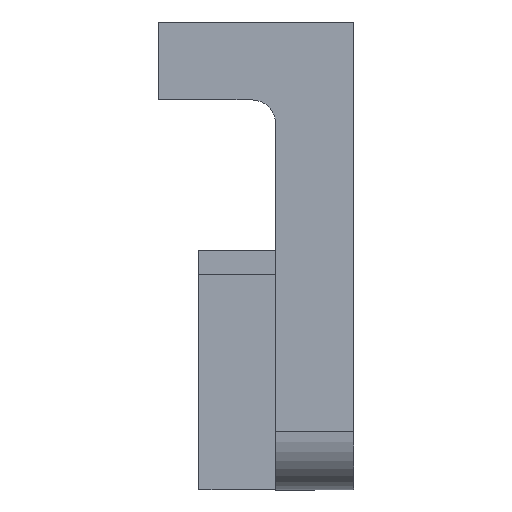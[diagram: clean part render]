
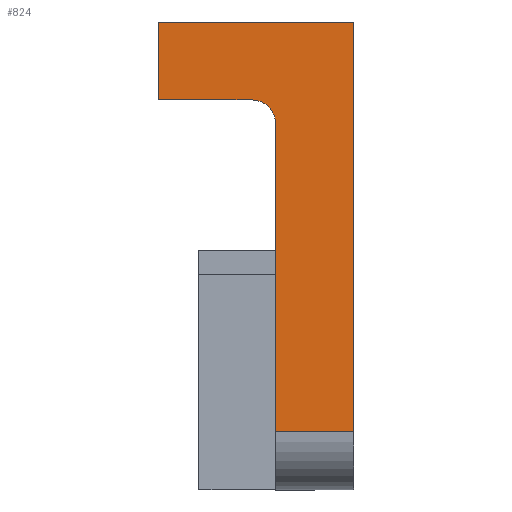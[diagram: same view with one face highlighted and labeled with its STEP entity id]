
A CAD part, left-side view. The second image highlights one B-rep face of the part: STEP entity #824.
In plain terms, the highlighted planar face has unit normal (-1, 0, 0).
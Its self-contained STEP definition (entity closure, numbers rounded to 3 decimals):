
#43=PLANE('',#898);
#78=FACE_OUTER_BOUND('',#119,.T.);
#119=EDGE_LOOP('',(#661,#662,#663,#664,#665,#666,#667));
#164=LINE('',#1190,#255);
#174=LINE('',#1210,#265);
#180=LINE('',#1225,#271);
#212=LINE('',#1310,#303);
#215=LINE('',#1317,#306);
#216=LINE('',#1319,#307);
#255=VECTOR('',#958,10.);
#265=VECTOR('',#974,10.);
#271=VECTOR('',#986,10.);
#303=VECTOR('',#1054,10.);
#306=VECTOR('',#1063,10.);
#307=VECTOR('',#1066,10.);
#341=CIRCLE('',#868,3.);
#371=VERTEX_POINT('',#1180);
#372=VERTEX_POINT('',#1181);
#375=VERTEX_POINT('',#1189);
#382=VERTEX_POINT('',#1209);
#388=VERTEX_POINT('',#1223);
#422=VERTEX_POINT('',#1307);
#423=VERTEX_POINT('',#1309);
#450=EDGE_CURVE('',#371,#372,#341,.T.);
#454=EDGE_CURVE('',#372,#375,#164,.T.);
#464=EDGE_CURVE('',#375,#382,#174,.T.);
#472=EDGE_CURVE('',#388,#371,#180,.T.);
#515=EDGE_CURVE('',#423,#422,#212,.T.);
#519=EDGE_CURVE('',#423,#388,#215,.T.);
#520=EDGE_CURVE('',#422,#382,#216,.T.);
#661=ORIENTED_EDGE('',*,*,#519,.F.);
#662=ORIENTED_EDGE('',*,*,#515,.T.);
#663=ORIENTED_EDGE('',*,*,#520,.T.);
#664=ORIENTED_EDGE('',*,*,#464,.F.);
#665=ORIENTED_EDGE('',*,*,#454,.F.);
#666=ORIENTED_EDGE('',*,*,#450,.F.);
#667=ORIENTED_EDGE('',*,*,#472,.F.);
#824=ADVANCED_FACE('',(#78),#43,.T.);
#868=AXIS2_PLACEMENT_3D('',#1182,#950,#951);
#898=AXIS2_PLACEMENT_3D('',#1318,#1064,#1065);
#950=DIRECTION('center_axis',(-1.,0.,0.));
#951=DIRECTION('ref_axis',(0.,-0.707,0.707));
#958=DIRECTION('',(0.,1.,0.));
#974=DIRECTION('',(0.,0.,1.));
#986=DIRECTION('',(0.,0.,1.));
#1054=DIRECTION('',(0.,0.,1.));
#1063=DIRECTION('',(0.,1.,0.));
#1064=DIRECTION('center_axis',(-1.,0.,0.));
#1065=DIRECTION('ref_axis',(0.,0.,1.));
#1066=DIRECTION('',(0.,1.,0.));
#1180=CARTESIAN_POINT('',(-62.,0.09,45.));
#1181=CARTESIAN_POINT('',(-62.,3.09,48.));
#1182=CARTESIAN_POINT('Origin',(-62.,3.09,45.));
#1189=CARTESIAN_POINT('',(-62.,15.09,48.));
#1190=CARTESIAN_POINT('',(-62.,8.41,48.));
#1209=CARTESIAN_POINT('',(-62.,15.09,58.));
#1210=CARTESIAN_POINT('',(-62.,15.09,55.5));
#1223=CARTESIAN_POINT('',(-62.,0.09,5.5));
#1225=CARTESIAN_POINT('',(-62.,0.09,-2.));
#1307=CARTESIAN_POINT('',(-62.,-9.91,58.));
#1309=CARTESIAN_POINT('',(-62.,-9.91,5.5));
#1310=CARTESIAN_POINT('',(-62.,-9.91,-2.));
#1317=CARTESIAN_POINT('',(-62.,-4.955,5.5));
#1318=CARTESIAN_POINT('Origin',(-62.,-9.91,-2.));
#1319=CARTESIAN_POINT('',(-62.,-9.91,58.));
